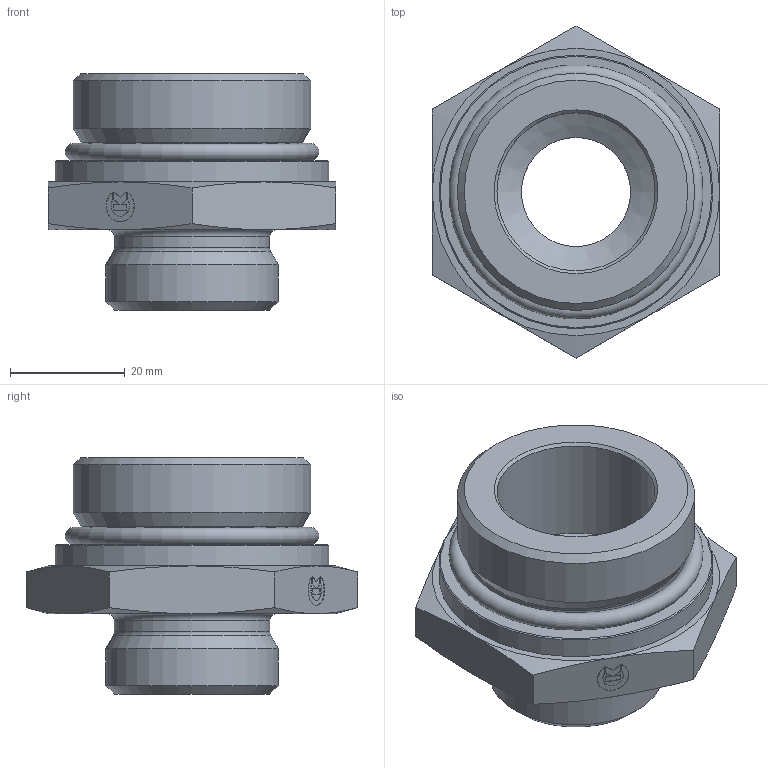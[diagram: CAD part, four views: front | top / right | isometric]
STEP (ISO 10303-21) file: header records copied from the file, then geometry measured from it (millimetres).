
FILE_DESCRIPTION((''),'2;1');
FILE_NAME('17122150830.stp','2014-08-11T17:24:10',(''),('KNOMI spol. s r. o.'),'Autodesk Inventor 2012','Autodesk Inventor 2012','');
FILE_SCHEMA(('AUTOMOTIVE_DESIGN { 1 2 10303 214 0 1 1 1 }'));
Length unit declared in the file: millimetre
Products named in the file (3): PH-UN 22L 1 5/8- 12/M30x2; 17322150830; 606374630090
Assembly tree (2 placements, depth 2):
  PH-UN 22L 1 5/8- 12/M30x2
    17322150830
    606374630090
Bounding box: 50 x 57.73 x 41.1 mm (x, y, z)
Volume: 34976.4 mm3; surface area: 13032.7 mm2
Topology: 2 solids, 2 shells, 79 faces, 183 edges, 114 vertices
Faces by surface type: plane 42, cone 20, cylinder 12, torus 5
Full cylindrical faces by diameter (mm): 19 x1, 22 x1, 27 x1, 27.5 x1, 30 x1, 38.28 x1, 41.275 x1, 47.6 x1
Entity records: 2243 total; most frequent: CARTESIAN_POINT 401, DIRECTION 350, ORIENTED_EDGE 318, EDGE_CURVE 159, AXIS2_PLACEMENT_3D 131, VERTEX_POINT 110, EDGE_LOOP 109, VECTOR 88
